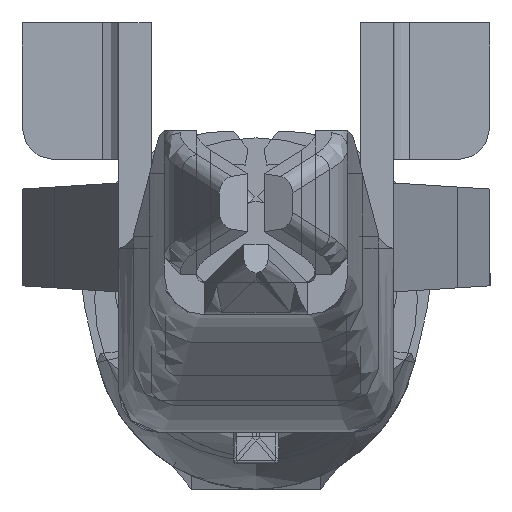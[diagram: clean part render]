
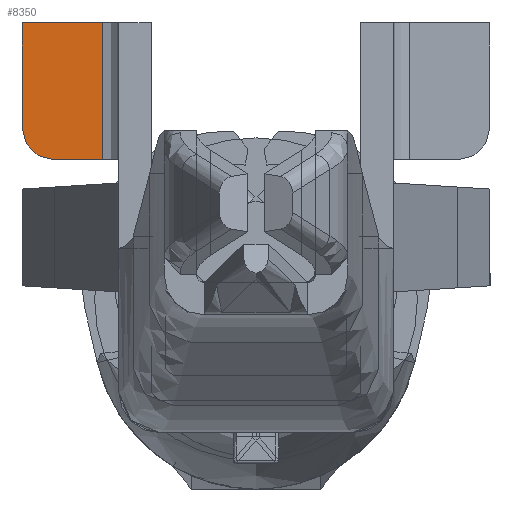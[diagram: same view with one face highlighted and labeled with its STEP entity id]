
A CAD part, left-side view. The second image highlights one B-rep face of the part: STEP entity #8350.
In plain terms, the highlighted face is planar.
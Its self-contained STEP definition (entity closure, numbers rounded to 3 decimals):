
#294=LINE('',#13589,#1036);
#322=LINE('',#13680,#1064);
#323=LINE('',#13684,#1065);
#324=LINE('',#13688,#1066);
#1036=VECTOR('',#9939,1000.);
#1064=VECTOR('',#10003,1000.);
#1065=VECTOR('',#10008,1000.);
#1066=VECTOR('',#10011,1000.);
#1960=PLANE('',#8912);
#2748=ORIENTED_EDGE('',*,*,#5164,.F.);
#2749=ORIENTED_EDGE('',*,*,#5165,.T.);
#2750=ORIENTED_EDGE('',*,*,#5166,.F.);
#2751=ORIENTED_EDGE('',*,*,#5162,.T.);
#2752=ORIENTED_EDGE('',*,*,#5122,.T.);
#5122=EDGE_CURVE('',#6339,#6338,#294,.T.);
#5162=EDGE_CURVE('',#6356,#6339,#322,.T.);
#5164=EDGE_CURVE('',#6357,#6338,#323,.T.);
#5165=EDGE_CURVE('',#6357,#6358,#6948,.F.);
#5166=EDGE_CURVE('',#6356,#6358,#324,.T.);
#6338=VERTEX_POINT('',#13588);
#6339=VERTEX_POINT('',#13590);
#6356=VERTEX_POINT('',#13681);
#6357=VERTEX_POINT('',#13685);
#6358=VERTEX_POINT('',#13687);
#6948=CIRCLE('',#8913,0.2);
#7200=EDGE_LOOP('',(#2748,#2749,#2750,#2751,#2752));
#7676=FACE_BOUND('',#7200,.T.);
#8350=ADVANCED_FACE('',(#7676),#1960,.F.);
#8912=AXIS2_PLACEMENT_3D('',#13683,#10006,#10007);
#8913=AXIS2_PLACEMENT_3D('',#13686,#10009,#10010);
#9939=DIRECTION('',(-1.,0.,0.));
#10003=DIRECTION('',(0.,0.,1.));
#10006=DIRECTION('',(0.,1.,0.));
#10007=DIRECTION('',(0.,0.,1.));
#10008=DIRECTION('',(0.,0.,1.));
#10009=DIRECTION('',(0.,1.,0.));
#10010=DIRECTION('',(0.,0.,1.));
#10011=DIRECTION('',(-1.,0.,0.));
#13588=CARTESIAN_POINT('',(-1.45,5.1,2.54));
#13589=CARTESIAN_POINT('',(-0.95,5.1,2.54));
#13590=CARTESIAN_POINT('',(-0.95,5.1,2.54));
#13680=CARTESIAN_POINT('',(-0.95,5.1,1.69));
#13681=CARTESIAN_POINT('',(-0.95,5.1,1.69));
#13683=CARTESIAN_POINT('',(-0.95,5.1,1.69));
#13684=CARTESIAN_POINT('',(-1.45,5.1,1.69));
#13685=CARTESIAN_POINT('',(-1.45,5.1,1.89));
#13686=CARTESIAN_POINT('',(-1.25,5.1,1.89));
#13687=CARTESIAN_POINT('',(-1.25,5.1,1.69));
#13688=CARTESIAN_POINT('',(-0.95,5.1,1.69));
